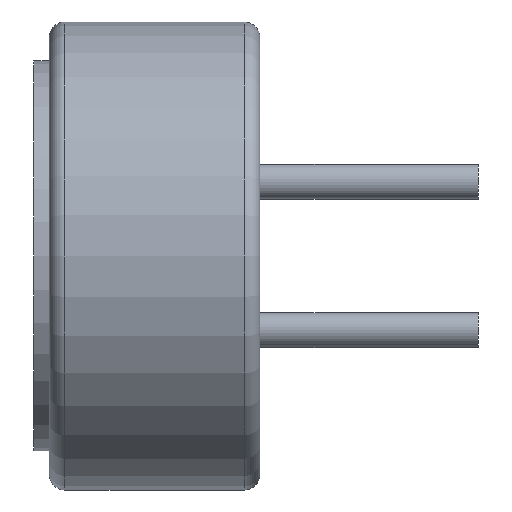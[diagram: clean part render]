
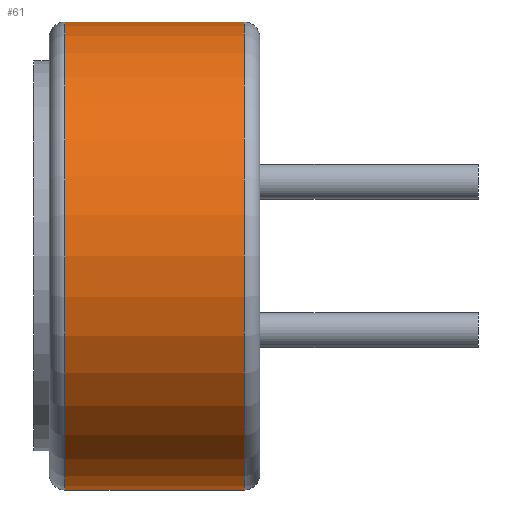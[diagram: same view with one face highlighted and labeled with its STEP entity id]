
A CAD part, left-side view. The second image highlights one B-rep face of the part: STEP entity #61.
In plain terms, the highlighted cylindrical face has radius 3 mm (diameter 6 mm), a partial arc.
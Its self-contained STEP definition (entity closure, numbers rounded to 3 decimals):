
#61=ADVANCED_FACE('NONE',(#145),#146,.T.);
#145=FACE_OUTER_BOUND('',#257,.T.);
#146=CYLINDRICAL_SURFACE('',#258,3.0);
#257=EDGE_LOOP('',(#371,#372,#373,#374));
#258=AXIS2_PLACEMENT_3D('',#375,#376,#377);
#371=ORIENTED_EDGE('',*,*,#618,.F.);
#372=ORIENTED_EDGE('',*,*,#619,.T.);
#373=ORIENTED_EDGE('',*,*,#620,.T.);
#374=ORIENTED_EDGE('',*,*,#621,.T.);
#375=CARTESIAN_POINT('',(0.0,2.7,0.0));
#376=DIRECTION('',(0.0,1.0,0.0));
#377=DIRECTION('',(0.0,0.0,-1.0));
#618=EDGE_CURVE('NONE',#719,#720,#721,.T.);
#619=EDGE_CURVE('NONE',#719,#722,#723,.T.);
#620=EDGE_CURVE('NONE',#722,#724,#725,.T.);
#621=EDGE_CURVE('NONE',#724,#720,#726,.T.);
#719=VERTEX_POINT('NONE',#856);
#720=VERTEX_POINT('NONE',#857);
#721=LINE('',#858,#859);
#722=VERTEX_POINT('NONE',#860);
#723=CIRCLE('',#861,3.0);
#724=VERTEX_POINT('NONE',#862);
#725=LINE('',#863,#864);
#726=CIRCLE('',#865,3.0);
#856=CARTESIAN_POINT('',(0.,2.5,3.0));
#857=CARTESIAN_POINT('',(0.,0.2,3.0));
#858=CARTESIAN_POINT('',(0.,2.7,3.0));
#859=VECTOR('',#1004,1000.0);
#860=CARTESIAN_POINT('',(0.0,2.5,-3.0));
#861=AXIS2_PLACEMENT_3D('',#1005,#1006,#1007);
#862=CARTESIAN_POINT('',(0.0,0.2,-3.0));
#863=CARTESIAN_POINT('',(0.0,2.7,-3.0));
#864=VECTOR('',#1008,1000.0);
#865=AXIS2_PLACEMENT_3D('',#1009,#1010,#1011);
#1004=DIRECTION('',(-0.0,-1.0,-0.0));
#1005=CARTESIAN_POINT('',(0.0,2.5,0.0));
#1006=DIRECTION('',(0.0,-1.0,0.0));
#1007=DIRECTION('',(0.0,0.0,1.0));
#1008=DIRECTION('',(-0.0,-1.0,-0.0));
#1009=CARTESIAN_POINT('',(0.0,0.2,0.0));
#1010=DIRECTION('',(0.0,1.0,0.0));
#1011=DIRECTION('',(0.0,0.0,1.0));
